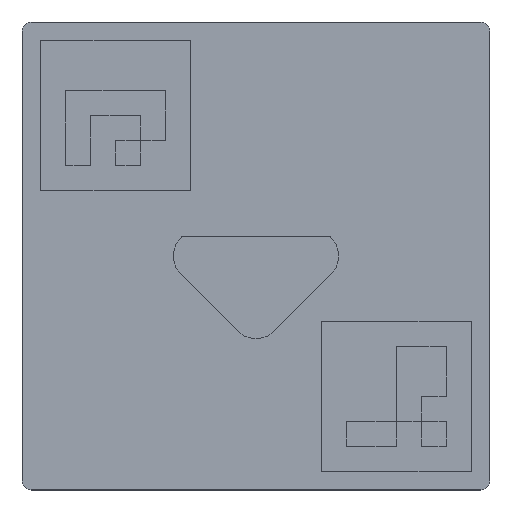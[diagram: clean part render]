
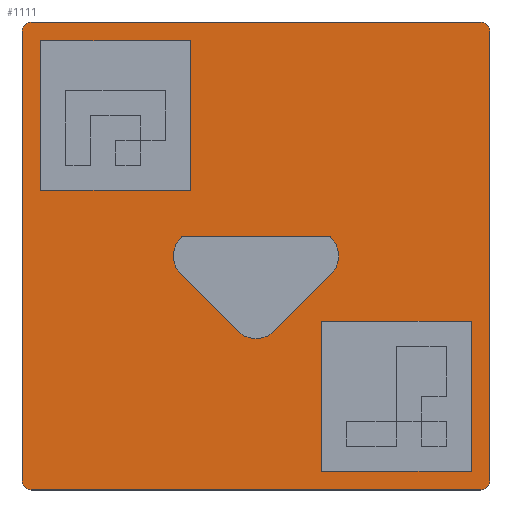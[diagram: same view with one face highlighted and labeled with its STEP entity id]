
A CAD part, top view. The second image highlights one B-rep face of the part: STEP entity #1111.
In plain terms, the highlighted planar face has unit normal (0, 0, 1).
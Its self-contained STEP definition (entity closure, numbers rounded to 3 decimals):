
#15=FACE_BOUND('',#153,.T.);
#16=FACE_BOUND('',#154,.T.);
#17=FACE_BOUND('',#155,.T.);
#26=PLANE('',#1199);
#86=FACE_OUTER_BOUND('',#152,.T.);
#152=EDGE_LOOP('',(#795,#796,#797,#798,#799,#800,#801,#802));
#153=EDGE_LOOP('',(#803,#804,#805,#806,#807,#808,#809,#810));
#154=EDGE_LOOP('',(#811,#812,#813,#814));
#155=EDGE_LOOP('',(#815,#816,#817,#818));
#224=LINE('',#1616,#363);
#225=LINE('',#1620,#364);
#226=LINE('',#1624,#365);
#227=LINE('',#1627,#366);
#228=LINE('',#1632,#367);
#229=LINE('',#1636,#368);
#230=LINE('',#1640,#369);
#231=LINE('',#1642,#370);
#232=LINE('',#1643,#371);
#233=LINE('',#1646,#372);
#234=LINE('',#1648,#373);
#235=LINE('',#1650,#374);
#236=LINE('',#1651,#375);
#237=LINE('',#1654,#376);
#238=LINE('',#1656,#377);
#239=LINE('',#1658,#378);
#240=LINE('',#1659,#379);
#363=VECTOR('',#1309,10.);
#364=VECTOR('',#1312,10.);
#365=VECTOR('',#1315,10.);
#366=VECTOR('',#1318,10.);
#367=VECTOR('',#1321,10.);
#368=VECTOR('',#1324,10.);
#369=VECTOR('',#1327,10.);
#370=VECTOR('',#1328,10.);
#371=VECTOR('',#1329,10.);
#372=VECTOR('',#1330,10.);
#373=VECTOR('',#1331,10.);
#374=VECTOR('',#1332,10.);
#375=VECTOR('',#1333,10.);
#376=VECTOR('',#1334,10.);
#377=VECTOR('',#1335,10.);
#378=VECTOR('',#1336,10.);
#379=VECTOR('',#1337,10.);
#503=CIRCLE('',#1197,2.5);
#505=CIRCLE('',#1200,2.5);
#506=CIRCLE('',#1201,2.5);
#507=CIRCLE('',#1202,2.5);
#508=CIRCLE('',#1203,7.071);
#509=CIRCLE('',#1204,7.071);
#510=CIRCLE('',#1205,7.071);
#523=VERTEX_POINT('',#1606);
#524=VERTEX_POINT('',#1607);
#527=VERTEX_POINT('',#1615);
#528=VERTEX_POINT('',#1617);
#529=VERTEX_POINT('',#1619);
#530=VERTEX_POINT('',#1621);
#531=VERTEX_POINT('',#1623);
#532=VERTEX_POINT('',#1625);
#533=VERTEX_POINT('',#1628);
#534=VERTEX_POINT('',#1629);
#535=VERTEX_POINT('',#1631);
#536=VERTEX_POINT('',#1633);
#537=VERTEX_POINT('',#1635);
#538=VERTEX_POINT('',#1637);
#539=VERTEX_POINT('',#1639);
#540=VERTEX_POINT('',#1641);
#541=VERTEX_POINT('',#1644);
#542=VERTEX_POINT('',#1645);
#543=VERTEX_POINT('',#1647);
#544=VERTEX_POINT('',#1649);
#545=VERTEX_POINT('',#1652);
#546=VERTEX_POINT('',#1653);
#547=VERTEX_POINT('',#1655);
#548=VERTEX_POINT('',#1657);
#626=EDGE_CURVE('',#523,#524,#503,.T.);
#630=EDGE_CURVE('',#523,#527,#224,.T.);
#631=EDGE_CURVE('',#528,#527,#505,.T.);
#632=EDGE_CURVE('',#528,#529,#225,.T.);
#633=EDGE_CURVE('',#530,#529,#506,.T.);
#634=EDGE_CURVE('',#530,#531,#226,.T.);
#635=EDGE_CURVE('',#532,#531,#507,.T.);
#636=EDGE_CURVE('',#532,#524,#227,.T.);
#637=EDGE_CURVE('',#533,#534,#508,.T.);
#638=EDGE_CURVE('',#534,#535,#228,.T.);
#639=EDGE_CURVE('',#535,#536,#509,.T.);
#640=EDGE_CURVE('',#536,#537,#229,.T.);
#641=EDGE_CURVE('',#537,#538,#510,.T.);
#642=EDGE_CURVE('',#538,#539,#230,.T.);
#643=EDGE_CURVE('',#539,#540,#231,.T.);
#644=EDGE_CURVE('',#540,#533,#232,.T.);
#645=EDGE_CURVE('',#541,#542,#233,.T.);
#646=EDGE_CURVE('',#542,#543,#234,.T.);
#647=EDGE_CURVE('',#543,#544,#235,.T.);
#648=EDGE_CURVE('',#544,#541,#236,.T.);
#649=EDGE_CURVE('',#545,#546,#237,.T.);
#650=EDGE_CURVE('',#546,#547,#238,.T.);
#651=EDGE_CURVE('',#547,#548,#239,.T.);
#652=EDGE_CURVE('',#548,#545,#240,.T.);
#795=ORIENTED_EDGE('',*,*,#626,.F.);
#796=ORIENTED_EDGE('',*,*,#630,.T.);
#797=ORIENTED_EDGE('',*,*,#631,.F.);
#798=ORIENTED_EDGE('',*,*,#632,.T.);
#799=ORIENTED_EDGE('',*,*,#633,.F.);
#800=ORIENTED_EDGE('',*,*,#634,.T.);
#801=ORIENTED_EDGE('',*,*,#635,.F.);
#802=ORIENTED_EDGE('',*,*,#636,.T.);
#803=ORIENTED_EDGE('',*,*,#637,.T.);
#804=ORIENTED_EDGE('',*,*,#638,.T.);
#805=ORIENTED_EDGE('',*,*,#639,.T.);
#806=ORIENTED_EDGE('',*,*,#640,.T.);
#807=ORIENTED_EDGE('',*,*,#641,.T.);
#808=ORIENTED_EDGE('',*,*,#642,.T.);
#809=ORIENTED_EDGE('',*,*,#643,.T.);
#810=ORIENTED_EDGE('',*,*,#644,.T.);
#811=ORIENTED_EDGE('',*,*,#645,.T.);
#812=ORIENTED_EDGE('',*,*,#646,.T.);
#813=ORIENTED_EDGE('',*,*,#647,.T.);
#814=ORIENTED_EDGE('',*,*,#648,.T.);
#815=ORIENTED_EDGE('',*,*,#649,.T.);
#816=ORIENTED_EDGE('',*,*,#650,.T.);
#817=ORIENTED_EDGE('',*,*,#651,.T.);
#818=ORIENTED_EDGE('',*,*,#652,.T.);
#1111=ADVANCED_FACE('',(#86,#15,#16,#17),#26,.T.);
#1197=AXIS2_PLACEMENT_3D('',#1608,#1301,#1302);
#1199=AXIS2_PLACEMENT_3D('',#1614,#1307,#1308);
#1200=AXIS2_PLACEMENT_3D('',#1618,#1310,#1311);
#1201=AXIS2_PLACEMENT_3D('',#1622,#1313,#1314);
#1202=AXIS2_PLACEMENT_3D('',#1626,#1316,#1317);
#1203=AXIS2_PLACEMENT_3D('',#1630,#1319,#1320);
#1204=AXIS2_PLACEMENT_3D('',#1634,#1322,#1323);
#1205=AXIS2_PLACEMENT_3D('',#1638,#1325,#1326);
#1301=DIRECTION('center_axis',(0.,0.,-1.));
#1302=DIRECTION('ref_axis',(0.707,0.707,0.));
#1307=DIRECTION('center_axis',(0.,0.,1.));
#1308=DIRECTION('ref_axis',(1.,0.,0.));
#1309=DIRECTION('',(-1.,0.,0.));
#1310=DIRECTION('center_axis',(0.,0.,-1.));
#1311=DIRECTION('ref_axis',(-0.707,0.707,0.));
#1312=DIRECTION('',(0.,-1.,0.));
#1313=DIRECTION('center_axis',(0.,0.,-1.));
#1314=DIRECTION('ref_axis',(-0.707,-0.707,0.));
#1315=DIRECTION('',(1.,0.,0.));
#1316=DIRECTION('center_axis',(0.,0.,-1.));
#1317=DIRECTION('ref_axis',(0.707,-0.707,0.));
#1318=DIRECTION('',(0.,1.,0.));
#1319=DIRECTION('center_axis',(0.,0.,-1.));
#1320=DIRECTION('ref_axis',(1.,0.,0.));
#1321=DIRECTION('',(-0.707,-0.707,0.));
#1322=DIRECTION('center_axis',(0.,0.,-1.));
#1323=DIRECTION('ref_axis',(1.,0.,0.));
#1324=DIRECTION('',(-0.707,0.707,0.));
#1325=DIRECTION('center_axis',(0.,0.,-1.));
#1326=DIRECTION('ref_axis',(1.,0.,0.));
#1327=DIRECTION('',(0.707,0.707,0.));
#1328=DIRECTION('',(1.,0.,0.));
#1329=DIRECTION('',(0.707,-0.707,0.));
#1330=DIRECTION('',(-1.,0.,0.));
#1331=DIRECTION('',(0.,1.,0.));
#1332=DIRECTION('',(1.,0.,0.));
#1333=DIRECTION('',(0.,-1.,0.));
#1334=DIRECTION('',(0.,-1.,0.));
#1335=DIRECTION('',(-1.,0.,0.));
#1336=DIRECTION('',(0.,1.,0.));
#1337=DIRECTION('',(1.,0.,0.));
#1606=CARTESIAN_POINT('',(60.,62.5,5.));
#1607=CARTESIAN_POINT('',(62.5,60.,5.));
#1608=CARTESIAN_POINT('Origin',(60.,60.,5.));
#1614=CARTESIAN_POINT('Origin',(0.,0.,5.));
#1615=CARTESIAN_POINT('',(-60.,62.5,5.));
#1616=CARTESIAN_POINT('',(62.5,62.5,5.));
#1617=CARTESIAN_POINT('',(-62.5,60.,5.));
#1618=CARTESIAN_POINT('Origin',(-60.,60.,5.));
#1619=CARTESIAN_POINT('',(-62.5,-60.,5.));
#1620=CARTESIAN_POINT('',(-62.5,62.5,5.));
#1621=CARTESIAN_POINT('',(-60.,-62.5,5.));
#1622=CARTESIAN_POINT('Origin',(-60.,-60.,5.));
#1623=CARTESIAN_POINT('',(60.,-62.5,5.));
#1624=CARTESIAN_POINT('',(-62.5,-62.5,5.));
#1625=CARTESIAN_POINT('',(62.5,-60.,5.));
#1626=CARTESIAN_POINT('Origin',(60.,-60.,5.));
#1627=CARTESIAN_POINT('',(62.5,-62.5,5.));
#1628=CARTESIAN_POINT('',(20.,5.,5.));
#1629=CARTESIAN_POINT('',(20.,-5.,5.));
#1630=CARTESIAN_POINT('Origin',(15.,0.,5.));
#1631=CARTESIAN_POINT('',(5.,-20.,5.));
#1632=CARTESIAN_POINT('',(16.25,-8.75,5.));
#1633=CARTESIAN_POINT('',(-5.,-20.,5.));
#1634=CARTESIAN_POINT('Origin',(0.,-15.,5.));
#1635=CARTESIAN_POINT('',(-20.,-5.,5.));
#1636=CARTESIAN_POINT('',(-8.75,-16.25,5.));
#1637=CARTESIAN_POINT('',(-20.,5.,5.));
#1638=CARTESIAN_POINT('Origin',(-15.,0.,5.));
#1639=CARTESIAN_POINT('',(-19.9,5.1,5.));
#1640=CARTESIAN_POINT('',(-16.25,8.75,5.));
#1641=CARTESIAN_POINT('',(19.9,5.1,5.));
#1642=CARTESIAN_POINT('',(-9.95,5.1,5.));
#1643=CARTESIAN_POINT('',(16.2,8.8,5.));
#1644=CARTESIAN_POINT('',(57.5,-57.5,5.));
#1645=CARTESIAN_POINT('',(17.5,-57.5,5.));
#1646=CARTESIAN_POINT('',(8.75,-57.5,5.));
#1647=CARTESIAN_POINT('',(17.5,-17.5,5.));
#1648=CARTESIAN_POINT('',(17.5,-8.75,5.));
#1649=CARTESIAN_POINT('',(57.5,-17.5,5.));
#1650=CARTESIAN_POINT('',(28.75,-17.5,5.));
#1651=CARTESIAN_POINT('',(57.5,-28.75,5.));
#1652=CARTESIAN_POINT('',(-17.5,57.5,5.));
#1653=CARTESIAN_POINT('',(-17.5,17.5,5.));
#1654=CARTESIAN_POINT('',(-17.5,8.75,5.));
#1655=CARTESIAN_POINT('',(-57.5,17.5,5.));
#1656=CARTESIAN_POINT('',(-28.75,17.5,5.));
#1657=CARTESIAN_POINT('',(-57.5,57.5,5.));
#1658=CARTESIAN_POINT('',(-57.5,28.75,5.));
#1659=CARTESIAN_POINT('',(-8.75,57.5,5.));
